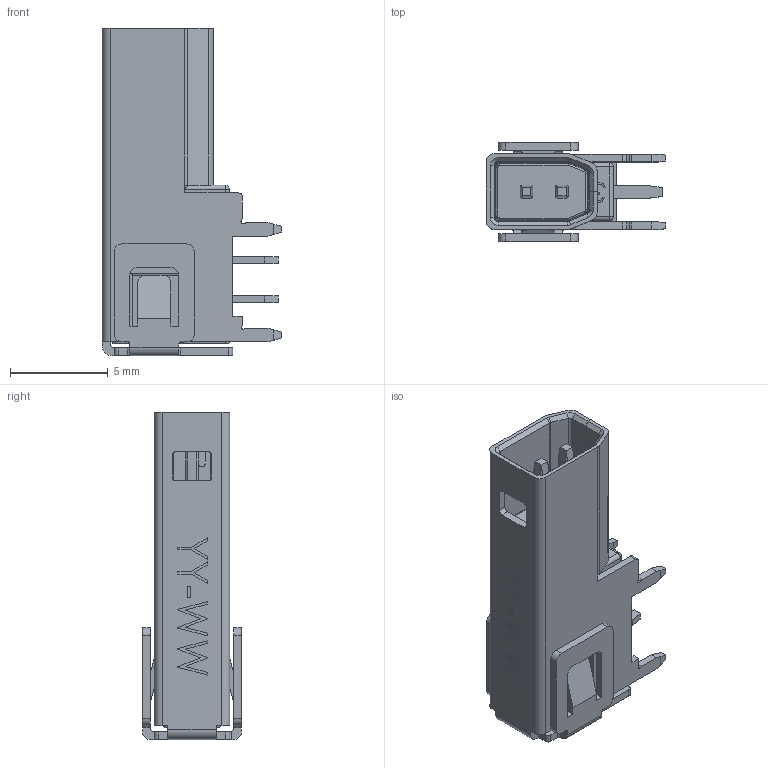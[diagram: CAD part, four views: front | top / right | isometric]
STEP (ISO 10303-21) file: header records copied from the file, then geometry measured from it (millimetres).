
FILE_DESCRIPTION (( 'STEP AP214' ), '1' );
FILE_NAME ('Customer-BB3946A51.STEP', '2021-10-28T13:43:46', ( '' ), ( '' ), 'SwSTEP 2.0', 'SolidWorks 2018', '' );
FILE_SCHEMA (( 'AUTOMOTIVE_DESIGN' ));
Length unit declared in the file: millimetre
Products named in the file (1): Customer-BB3946A51
Bounding box: 9.15 x 5.05 x 16.7 mm (x, y, z)
Volume: 281.7 mm3; surface area: 1033.8 mm2
Topology: 1 solids, 1 shells, 516 faces, 1433 edges, 904 vertices
Faces by surface type: plane 304, cylinder 157, bspline 25, cone 16, torus 8, sphere 6
Entity records: 22683 total; most frequent: CARTESIAN_POINT 3949, ORIENTED_EDGE 2838, DIRECTION 2614, EDGE_CURVE 1419, LINE 1036, VECTOR 1036, VERTEX_POINT 904, AXIS2_PLACEMENT_3D 789
